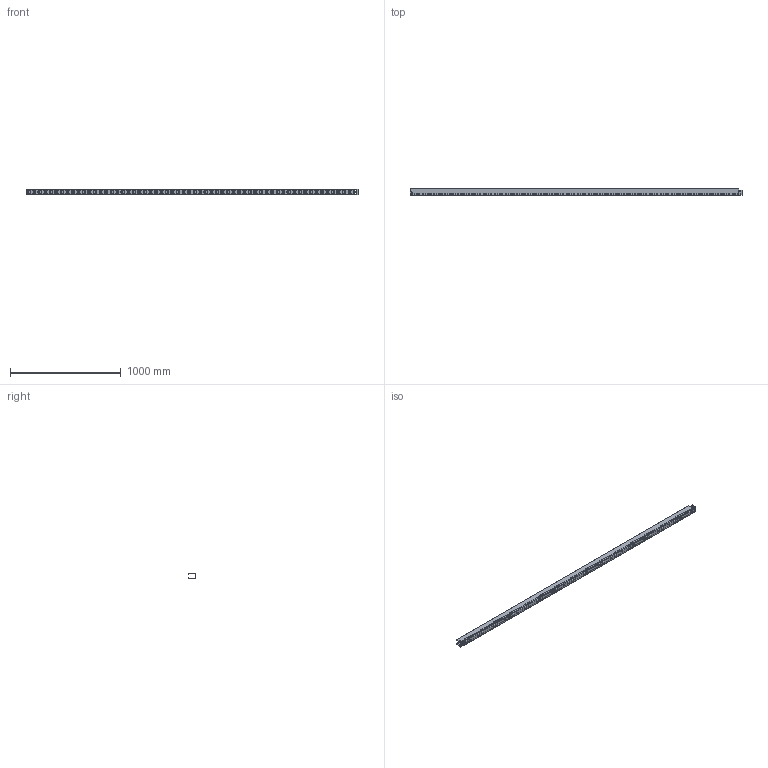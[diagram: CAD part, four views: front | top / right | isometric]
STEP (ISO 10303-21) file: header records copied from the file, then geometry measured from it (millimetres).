
FILE_DESCRIPTION (( 'STEP AP203' ), '1' );
FILE_NAME ('CLP10-060-050-070-3 Ëîòîê ïåðôîðèðîâàííûé 60õ50õ3000, 0,7ìì.STEP', '2016-03-09T08:18:11', ( '' ), ( '' ), 'SwSTEP 2.0', 'SolidWorks 2014', '' );
FILE_SCHEMA (( 'CONFIG_CONTROL_DESIGN' ));
Length unit declared in the file: millimetre
Products named in the file (1): CLP10-060-050-070-3 Ëîòîê ïåðôîðèðîâàííûé 60õ50õ3000, 0,7ìì
Bounding box: 3000 x 60 x 50 mm (x, y, z)
Volume: 349931 mm3; surface area: 1016271.3 mm2
Topology: 1 solids, 1 shells, 1047 faces, 3178 edges, 2125 vertices
Faces by surface type: plane 540, cylinder 507
Full cylindrical faces by diameter (mm): 11 x19
Entity records: 36749 total; most frequent: CARTESIAN_POINT 6294, ORIENTED_EDGE 6280, DIRECTION 6250, EDGE_CURVE 3140, VECTOR 2126, LINE 2126, VERTEX_POINT 2106, AXIS2_PLACEMENT_3D 2062
